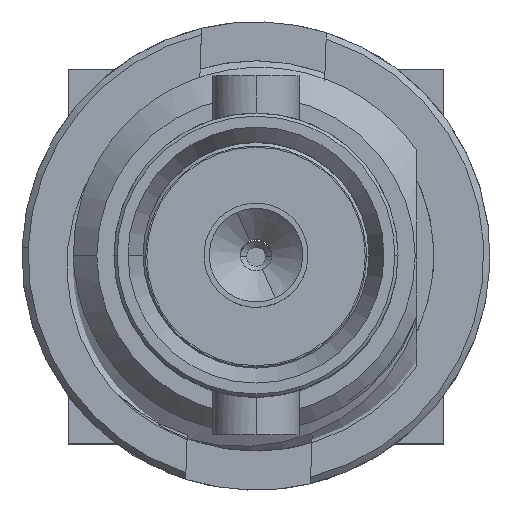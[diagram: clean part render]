
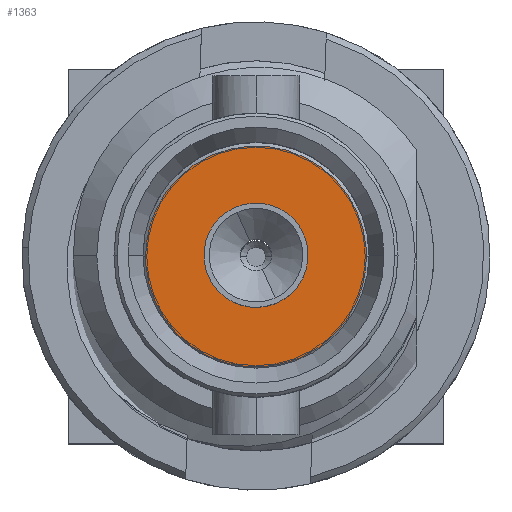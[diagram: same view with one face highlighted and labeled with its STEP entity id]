
A CAD part, top view. The second image highlights one B-rep face of the part: STEP entity #1363.
In plain terms, the highlighted planar face has unit normal (0, 0, -1).
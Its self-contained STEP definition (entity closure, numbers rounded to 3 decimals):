
#186 = FACE_BOUND ( 'NONE', #1408, .T. ) ;
#307 = VERTEX_POINT ( 'NONE', #5232 ) ;
#730 = DIRECTION ( 'NONE',  ( 0., 0., -1. ) ) ;
#1082 = DIRECTION ( 'NONE',  ( 0.409, -0.913, 0. ) ) ;
#1092 = CIRCLE ( 'NONE', #1900, 0.425 ) ;
#1312 = EDGE_LOOP ( 'NONE', ( #3066, #2494 ) ) ;
#1363 = ADVANCED_FACE ( 'NONE', ( #4065, #186 ), #7973, .T. ) ;
#1408 = EDGE_LOOP ( 'NONE', ( #2977, #7689 ) ) ;
#1519 = DIRECTION ( 'NONE',  ( 0.409, -0.913, 0. ) ) ;
#1817 = CARTESIAN_POINT ( 'NONE',  ( 0.723, -1.615, 4.3 ) ) ;
#1842 = CARTESIAN_POINT ( 'NONE',  ( -0.388, -0.174, 4.3 ) ) ;
#1900 = AXIS2_PLACEMENT_3D ( 'NONE', #4559, #730, #1519 ) ;
#2381 = CARTESIAN_POINT ( 'NONE',  ( 0., 0., 4.3 ) ) ;
#2494 = ORIENTED_EDGE ( 'NONE', *, *, #4532, .T. ) ;
#2977 = ORIENTED_EDGE ( 'NONE', *, *, #3545, .F. ) ;
#3066 = ORIENTED_EDGE ( 'NONE', *, *, #9489, .T. ) ;
#3545 = EDGE_CURVE ( 'NONE', #6321, #307, #1092, .T. ) ;
#4065 = FACE_OUTER_BOUND ( 'NONE', #1312, .T. ) ;
#4532 = EDGE_CURVE ( 'NONE', #8330, #7175, #8309, .T. ) ;
#4559 = CARTESIAN_POINT ( 'NONE',  ( 0., 0., 4.3 ) ) ;
#4696 = AXIS2_PLACEMENT_3D ( 'NONE', #1842, #8025, #1082 ) ;
#5029 = AXIS2_PLACEMENT_3D ( 'NONE', #2381, #8466, #5482 ) ;
#5232 = CARTESIAN_POINT ( 'NONE',  ( -0.174, 0.388, 4.3 ) ) ;
#5482 = DIRECTION ( 'NONE',  ( 0.409, -0.913, 0. ) ) ;
#6321 = VERTEX_POINT ( 'NONE', #6605 ) ;
#6605 = CARTESIAN_POINT ( 'NONE',  ( 0.174, -0.388, 4.3 ) ) ;
#6705 = DIRECTION ( 'NONE',  ( 0.409, -0.913, 0. ) ) ;
#7175 = VERTEX_POINT ( 'NONE', #1817 ) ;
#7338 = AXIS2_PLACEMENT_3D ( 'NONE', #7968, #9811, #6705 ) ;
#7670 = CARTESIAN_POINT ( 'NONE',  ( -0.723, 1.615, 4.3 ) ) ;
#7689 = ORIENTED_EDGE ( 'NONE', *, *, #8184, .F. ) ;
#7938 = CARTESIAN_POINT ( 'NONE',  ( 0., 0., 4.3 ) ) ;
#7968 = CARTESIAN_POINT ( 'NONE',  ( 0., 0., 4.3 ) ) ;
#7973 = PLANE ( 'NONE',  #4696 ) ;
#8025 = DIRECTION ( 'NONE',  ( 0., 0., -1. ) ) ;
#8096 = CIRCLE ( 'NONE', #5029, 1.77 ) ;
#8184 = EDGE_CURVE ( 'NONE', #307, #6321, #9004, .T. ) ;
#8309 = CIRCLE ( 'NONE', #7338, 1.77 ) ;
#8330 = VERTEX_POINT ( 'NONE', #7670 ) ;
#8466 = DIRECTION ( 'NONE',  ( 0., 0., -1. ) ) ;
#8740 = DIRECTION ( 'NONE',  ( 0., 0., -1. ) ) ;
#9004 = CIRCLE ( 'NONE', #9487, 0.425 ) ;
#9346 = DIRECTION ( 'NONE',  ( 0.409, -0.913, 0. ) ) ;
#9487 = AXIS2_PLACEMENT_3D ( 'NONE', #7938, #8740, #9346 ) ;
#9489 = EDGE_CURVE ( 'NONE', #7175, #8330, #8096, .T. ) ;
#9811 = DIRECTION ( 'NONE',  ( 0., 0., -1. ) ) ;
